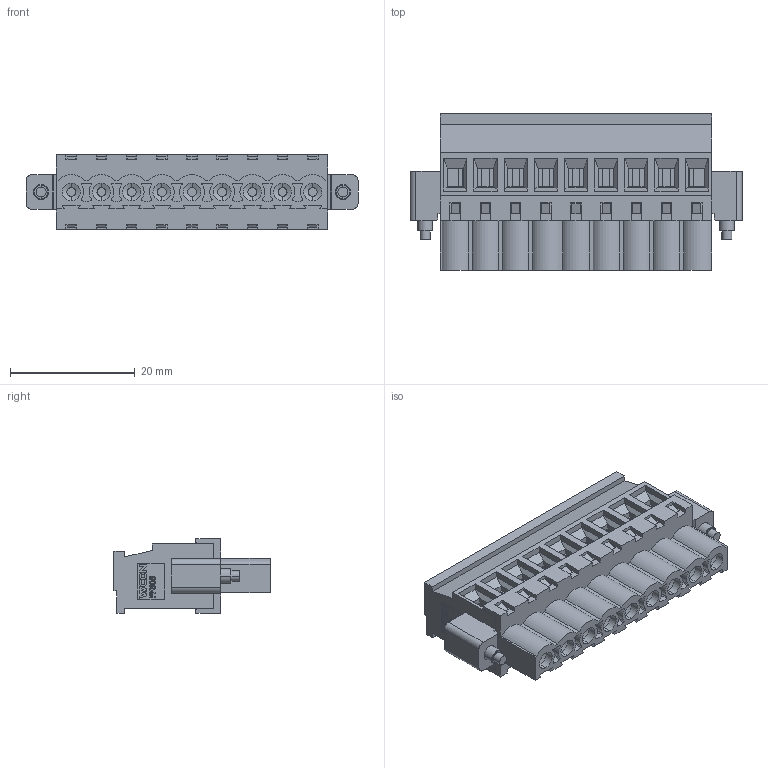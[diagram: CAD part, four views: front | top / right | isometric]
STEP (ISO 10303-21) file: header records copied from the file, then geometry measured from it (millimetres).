
FILE_DESCRIPTION( ('This file contains a STEP AP42 implementation' ,'as created by ZW3D STEP Interface translator.') ,'2;1' );
FILE_NAME( 'PF508-A09ASMW1.stp' ,'231128.14 416', (''), ('ZWCAD Software Co.'), 'Version 1.0', 'ZW3D to STEP translator', '' );
FILE_SCHEMA(('AUTOMOTIVE_DESIGN { 1 0 10303 214 1 1 1 1 }'));
Length unit declared in the file: millimetre
Products named in the file (2): 0; PF508-A09ASMW1
Bounding box: 53.17 x 25.02 x 11.99 mm (x, y, z)
Volume: 5845.6 mm3; surface area: 13860.1 mm2
Topology: 22 solids, 60 shells, 1551 faces, 4096 edges, 2622 vertices
Faces by surface type: plane 1027, cylinder 359, cone 106, torus 36, bspline 23
Full cylindrical faces by diameter (mm): 0.534 x1, 1.142 x1
Entity records: 50158 total; most frequent: CARTESIAN_POINT 9617, ORIENTED_EDGE 8040, DIRECTION 7898, EDGE_CURVE 4096, VECTOR 3172, LINE 3172, VERTEX_POINT 2622, AXIS2_PLACEMENT_3D 2363
